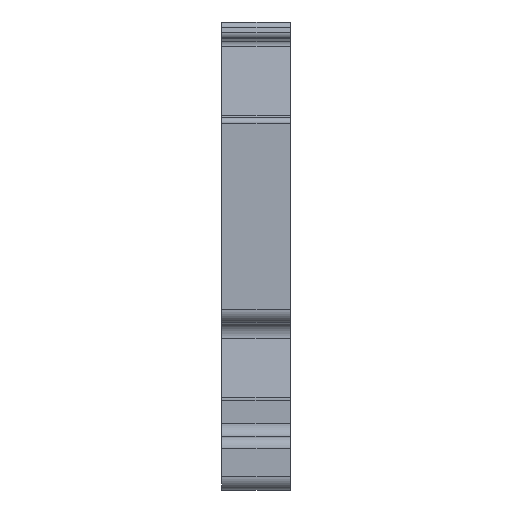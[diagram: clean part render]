
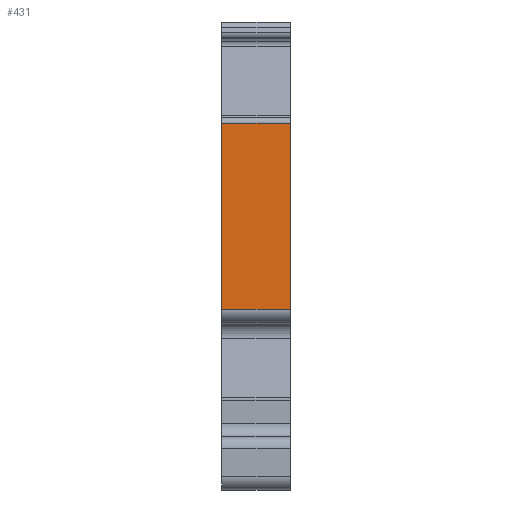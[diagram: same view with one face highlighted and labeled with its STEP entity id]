
A CAD part, front view. The second image highlights one B-rep face of the part: STEP entity #431.
In plain terms, the highlighted planar face has unit normal (0, -1, 0).
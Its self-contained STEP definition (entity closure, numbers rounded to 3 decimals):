
#431 = ADVANCED_FACE( '', ( #871 ), #872, .F. );
#871 = FACE_OUTER_BOUND( '', #1315, .T. );
#872 = PLANE( '', #1316 );
#1315 = EDGE_LOOP( '', ( #2658, #2659, #2660, #2661 ) );
#1316 = AXIS2_PLACEMENT_3D( '', #2662, #2663, #2664 );
#2658 = ORIENTED_EDGE( '', *, *, #3301, .F. );
#2659 = ORIENTED_EDGE( '', *, *, #3119, .T. );
#2660 = ORIENTED_EDGE( '', *, *, #3019, .T. );
#2661 = ORIENTED_EDGE( '', *, *, #3068, .F. );
#2662 = CARTESIAN_POINT( '', ( -5.15, -24.4, 11.567 ) );
#2663 = DIRECTION( '', ( 0., 1., 0. ) );
#2664 = DIRECTION( '', ( 1., 0., 0. ) );
#3019 = EDGE_CURVE( '', #3758, #3756, #3759, .T. );
#3068 = EDGE_CURVE( '', #3836, #3756, #3838, .T. );
#3119 = EDGE_CURVE( '', #3908, #3758, #3909, .T. );
#3301 = EDGE_CURVE( '', #3908, #3836, #4134, .F. );
#3756 = VERTEX_POINT( '', #4745 );
#3758 = VERTEX_POINT( '', #4747 );
#3759 = LINE( '', #4748, #4749 );
#3836 = VERTEX_POINT( '', #4853 );
#3838 = LINE( '', #4855, #4856 );
#3908 = VERTEX_POINT( '', #4952 );
#3909 = LINE( '', #4953, #4954 );
#4134 = LINE( '', #5270, #5271 );
#4745 = CARTESIAN_POINT( '', ( 0., -24.4, 11.567 ) );
#4747 = CARTESIAN_POINT( '', ( 0., -24.4, -2.45 ) );
#4748 = CARTESIAN_POINT( '', ( 0., -24.4, 11.567 ) );
#4749 = VECTOR( '', #5619, 1000. );
#4853 = CARTESIAN_POINT( '', ( -5.15, -24.4, 11.567 ) );
#4855 = CARTESIAN_POINT( '', ( -5.15, -24.4, 11.567 ) );
#4856 = VECTOR( '', #5695, 1000. );
#4952 = CARTESIAN_POINT( '', ( -5.15, -24.4, -2.45 ) );
#4953 = CARTESIAN_POINT( '', ( -5.15, -24.4, -2.45 ) );
#4954 = VECTOR( '', #5746, 1000. );
#5270 = CARTESIAN_POINT( '', ( -5.15, -24.4, 18.7 ) );
#5271 = VECTOR( '', #5913, 1000. );
#5619 = DIRECTION( '', ( 0., 0., 1. ) );
#5695 = DIRECTION( '', ( 1., 0., 0. ) );
#5746 = DIRECTION( '', ( 1., 0., 0. ) );
#5913 = DIRECTION( '', ( 0., 0., -1. ) );
